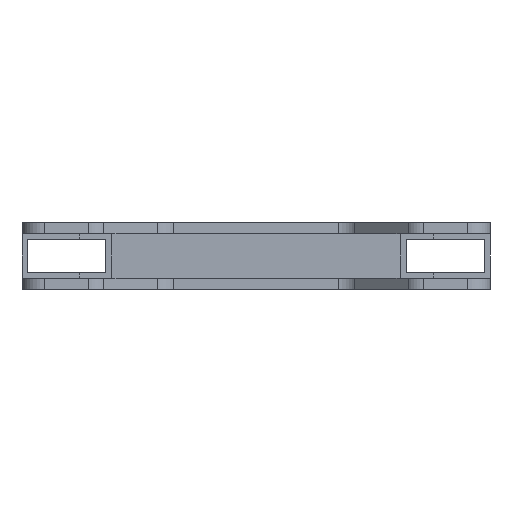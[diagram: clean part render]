
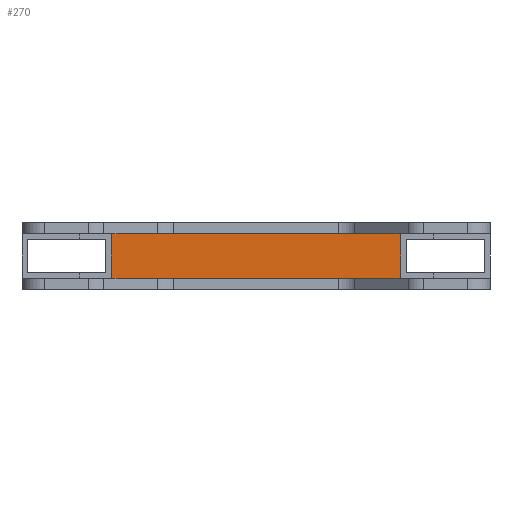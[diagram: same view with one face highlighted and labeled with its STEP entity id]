
A CAD part, front view. The second image highlights one B-rep face of the part: STEP entity #270.
In plain terms, the highlighted planar face has unit normal (0, -1, 0).
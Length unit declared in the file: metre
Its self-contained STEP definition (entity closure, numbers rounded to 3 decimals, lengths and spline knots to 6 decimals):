
#270 = ADVANCED_FACE( '', ( #511 ), #512, .T. );
#511 = FACE_OUTER_BOUND( '', #769, .T. );
#512 = PLANE( '', #770 );
#769 = EDGE_LOOP( '', ( #1368, #1369, #1370, #1371 ) );
#770 = AXIS2_PLACEMENT_3D( '', #1372, #1373, #1374 );
#1368 = ORIENTED_EDGE( '', *, *, #1684, .F. );
#1369 = ORIENTED_EDGE( '', *, *, #1685, .F. );
#1370 = ORIENTED_EDGE( '', *, *, #1682, .T. );
#1371 = ORIENTED_EDGE( '', *, *, #1678, .T. );
#1372 = CARTESIAN_POINT( '', ( 0.10795, -0.0508, -0.0127 ) );
#1373 = DIRECTION( '', ( 0., -1., 0. ) );
#1374 = DIRECTION( '', ( 1., 0., 0. ) );
#1678 = EDGE_CURVE( '', #2028, #2025, #2029, .T. );
#1682 = EDGE_CURVE( '', #2035, #2028, #2036, .T. );
#1684 = EDGE_CURVE( '', #2038, #2025, #2039, .T. );
#1685 = EDGE_CURVE( '', #2035, #2038, #2040, .T. );
#2025 = VERTEX_POINT( '', #2505 );
#2028 = VERTEX_POINT( '', #2509 );
#2029 = LINE( '', #2510, #2511 );
#2035 = VERTEX_POINT( '', #2520 );
#2036 = LINE( '', #2521, #2522 );
#2038 = VERTEX_POINT( '', #2525 );
#2039 = LINE( '', #2526, #2527 );
#2040 = LINE( '', #2528, #2529 );
#2505 = CARTESIAN_POINT( '', ( 0.1905, -0.0508, 0.0127 ) );
#2509 = CARTESIAN_POINT( '', ( 0.1905, -0.0508, -0.0127 ) );
#2510 = CARTESIAN_POINT( '', ( 0.1905, -0.0508, -0.0127 ) );
#2511 = VECTOR( '', #2944, 1. );
#2520 = CARTESIAN_POINT( '', ( 0.0254, -0.0508, -0.0127 ) );
#2521 = CARTESIAN_POINT( '', ( 0.10795, -0.0508, -0.0127 ) );
#2522 = VECTOR( '', #2948, 1. );
#2525 = CARTESIAN_POINT( '', ( 0.0254, -0.0508, 0.0127 ) );
#2526 = CARTESIAN_POINT( '', ( 0.10795, -0.0508, 0.0127 ) );
#2527 = VECTOR( '', #2950, 1. );
#2528 = CARTESIAN_POINT( '', ( 0.0254, -0.0508, -0.0127 ) );
#2529 = VECTOR( '', #2951, 1. );
#2944 = DIRECTION( '', ( 0., 0., 1. ) );
#2948 = DIRECTION( '', ( 1., 0., 0. ) );
#2950 = DIRECTION( '', ( 1., 0., 0. ) );
#2951 = DIRECTION( '', ( 0., 0., 1. ) );
